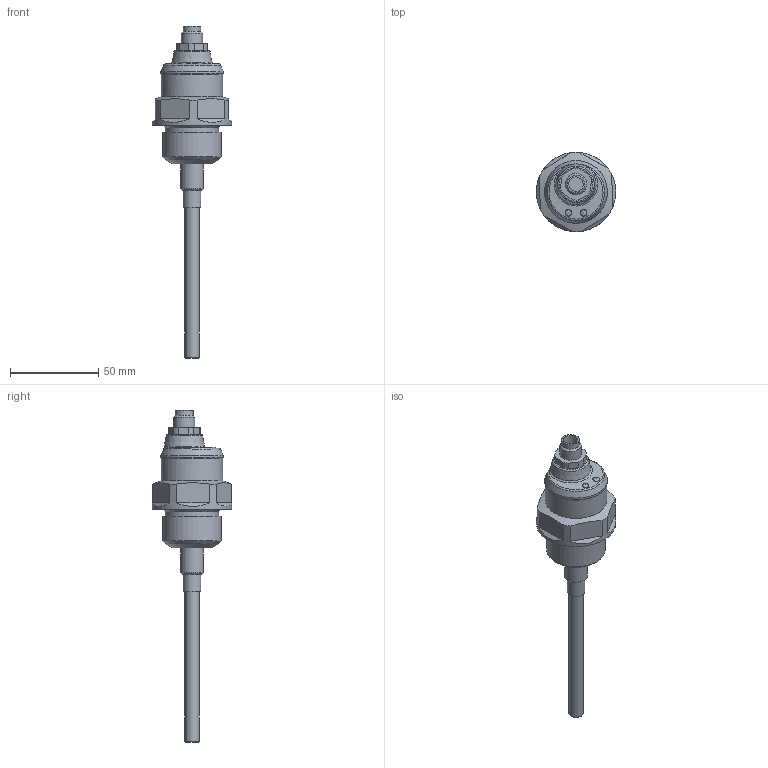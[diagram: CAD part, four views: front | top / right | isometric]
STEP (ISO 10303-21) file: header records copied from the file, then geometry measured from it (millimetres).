
FILE_DESCRIPTION(/* description */ ('Unknown'),/* implementation_level */ '2;1');
FILE_NAME(/* name */ 'DLS-35N-20-G1-_-C_E110',/* time_stamp */ '2024-04-22T11:05:58+02:00',/* author */ ('Unknown'),/* organization */ ('Unknown'),/* preprocessor_version */ 'ST-DEVELOPER v18.1',/* originating_system */ 'Solid Edge',/* authorisation */ 'Unknown');
FILE_SCHEMA (('AUTOMOTIVE_DESIGN {1 0 10303 214 3 1 1}'));
Length unit declared in the file: millimetre
Products named in the file (1): DLS-35_N-20-G1-_-C_E180
Bounding box: 44.99 x 45 x 188.1 mm (x, y, z)
Volume: 69557.1 mm3; surface area: 13984.3 mm2
Topology: 1 solids, 1 shells, 72 faces, 169 edges, 108 vertices
Faces by surface type: plane 29, cylinder 18, cone 13, bspline 9, torus 3
Full cylindrical faces by diameter (mm): 8 x1, 8.1 x1, 8.2 x1, 10 x2, 12 x1, 13 x1, 30.2 x1, 33.249 x1, 34.8 x1, 35.5 x1, 45 x1
Entity records: 3092 total; most frequent: CARTESIAN_POINT 1099, DIRECTION 298, ORIENTED_EDGE 260, EDGE_CURVE 130, AXIS2_PLACEMENT_3D 128, FACE_BOUND 110, EDGE_LOOP 108, VERTEX_POINT 98
